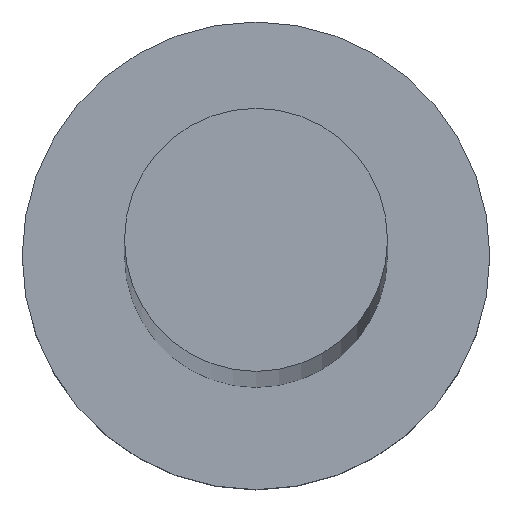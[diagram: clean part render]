
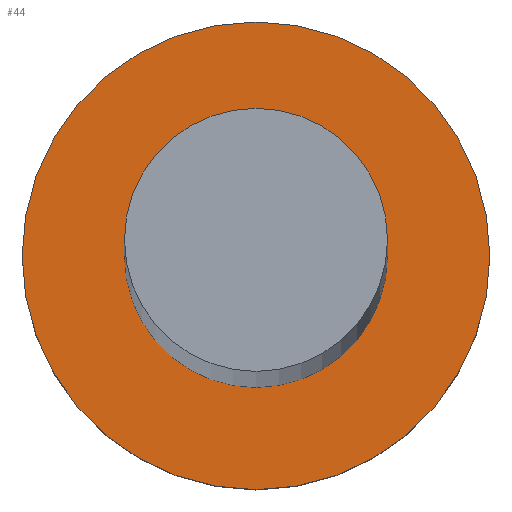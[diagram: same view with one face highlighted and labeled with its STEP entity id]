
A CAD part, top view. The second image highlights one B-rep face of the part: STEP entity #44.
In plain terms, the highlighted planar face has unit normal (0, 0, 1).
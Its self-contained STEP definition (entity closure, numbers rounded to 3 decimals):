
#8 = AXIS2_PLACEMENT_3D ( 'NONE', #194, #65, #105 ) ;
#10 = DIRECTION ( 'NONE',  ( 0., 0., 1. ) ) ;
#15 = AXIS2_PLACEMENT_3D ( 'NONE', #24, #10, #161 ) ;
#24 = CARTESIAN_POINT ( 'NONE',  ( 0., 0., 3. ) ) ;
#25 = DIRECTION ( 'NONE',  ( 0., 0., 1. ) ) ;
#31 = DIRECTION ( 'NONE',  ( 0., 0., 1. ) ) ;
#32 = DIRECTION ( 'NONE',  ( 0., 0., 1. ) ) ;
#33 = VERTEX_POINT ( 'NONE', #39 ) ;
#39 = CARTESIAN_POINT ( 'NONE',  ( 2.25, 0., 3. ) ) ;
#44 = ADVANCED_FACE ( 'NONE', ( #185, #135 ), #116, .T. ) ;
#52 = DIRECTION ( 'NONE',  ( 1., 0., 0. ) ) ;
#64 = DIRECTION ( 'NONE',  ( 1., 0., 0. ) ) ;
#65 = DIRECTION ( 'NONE',  ( 0., 0., 1. ) ) ;
#81 = CIRCLE ( 'NONE', #179, 4. ) ;
#83 = CARTESIAN_POINT ( 'NONE',  ( 0., 0., 3. ) ) ;
#93 = EDGE_CURVE ( 'NONE', #33, #216, #213, .T. ) ;
#101 = EDGE_LOOP ( 'NONE', ( #205, #235 ) ) ;
#103 = CARTESIAN_POINT ( 'NONE',  ( -4., 0., 3. ) ) ;
#105 = DIRECTION ( 'NONE',  ( 1., 0., 0. ) ) ;
#113 = EDGE_CURVE ( 'NONE', #224, #141, #81, .T. ) ;
#116 = PLANE ( 'NONE',  #251 ) ;
#117 = EDGE_CURVE ( 'NONE', #141, #224, #163, .T. ) ;
#127 = CARTESIAN_POINT ( 'NONE',  ( -2.25, 0., 3. ) ) ;
#135 = FACE_OUTER_BOUND ( 'NONE', #220, .T. ) ;
#140 = DIRECTION ( 'NONE',  ( 1., 0., 0. ) ) ;
#141 = VERTEX_POINT ( 'NONE', #103 ) ;
#144 = CARTESIAN_POINT ( 'NONE',  ( 0., 0., 3. ) ) ;
#156 = EDGE_CURVE ( 'NONE', #216, #33, #172, .T. ) ;
#161 = DIRECTION ( 'NONE',  ( 1., 0., 0. ) ) ;
#163 = CIRCLE ( 'NONE', #238, 4. ) ;
#172 = CIRCLE ( 'NONE', #8, 2.25 ) ;
#176 = CARTESIAN_POINT ( 'NONE',  ( 0., 0., 3. ) ) ;
#179 = AXIS2_PLACEMENT_3D ( 'NONE', #144, #31, #52 ) ;
#185 = FACE_BOUND ( 'NONE', #101, .T. ) ;
#194 = CARTESIAN_POINT ( 'NONE',  ( 0., 0., 3. ) ) ;
#197 = CARTESIAN_POINT ( 'NONE',  ( 4., 0., 3. ) ) ;
#201 = ORIENTED_EDGE ( 'NONE', *, *, #117, .T. ) ;
#205 = ORIENTED_EDGE ( 'NONE', *, *, #156, .F. ) ;
#206 = ORIENTED_EDGE ( 'NONE', *, *, #113, .T. ) ;
#213 = CIRCLE ( 'NONE', #15, 2.25 ) ;
#216 = VERTEX_POINT ( 'NONE', #127 ) ;
#220 = EDGE_LOOP ( 'NONE', ( #201, #206 ) ) ;
#224 = VERTEX_POINT ( 'NONE', #197 ) ;
#235 = ORIENTED_EDGE ( 'NONE', *, *, #93, .F. ) ;
#238 = AXIS2_PLACEMENT_3D ( 'NONE', #83, #32, #64 ) ;
#251 = AXIS2_PLACEMENT_3D ( 'NONE', #176, #25, #140 ) ;
